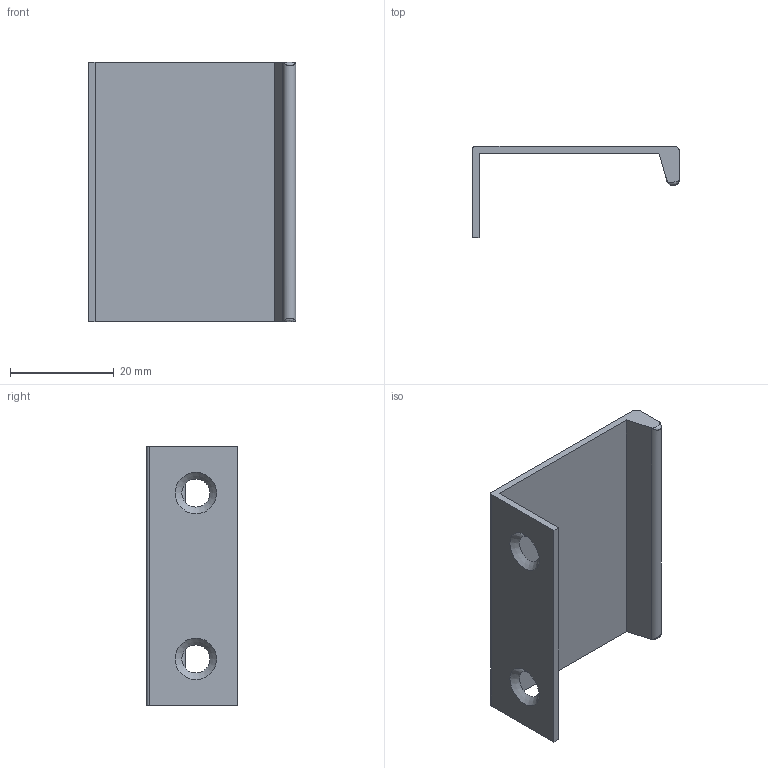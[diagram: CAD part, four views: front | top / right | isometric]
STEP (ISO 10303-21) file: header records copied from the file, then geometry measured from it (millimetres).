
FILE_DESCRIPTION(/* description */ (''),/* implementation_level */ '2;1');
FILE_NAME(/* name */ 'UA-HEXI-32-50.stp',/* time_stamp */ '2020-09-16T13:50:34+02:00',/* author */ ('tomaszw'),/* organization */ (''),/* preprocessor_version */ 'ST-DEVELOPER v18.1',/* originating_system */ 'Autodesk Inventor 2020',/* authorisation */ '');
FILE_SCHEMA (('AUTOMOTIVE_DESIGN { 1 0 10303 214 3 1 1 }'));
Length unit declared in the file: millimetre
Products named in the file (1): UA-HEXI-32-50
Bounding box: 40 x 17.5 x 50 mm (x, y, z)
Volume: 4480.4 mm3; surface area: 6332.9 mm2
Topology: 1 solids, 1 shells, 16 faces, 44 edges, 26 vertices
Faces by surface type: plane 9, cylinder 3, cone 2, bspline 2
Entity records: 727 total; most frequent: CARTESIAN_POINT 297, ORIENTED_EDGE 80, DIRECTION 76, EDGE_CURVE 40, LINE 26, VECTOR 26, VERTEX_POINT 26, AXIS2_PLACEMENT_3D 25
